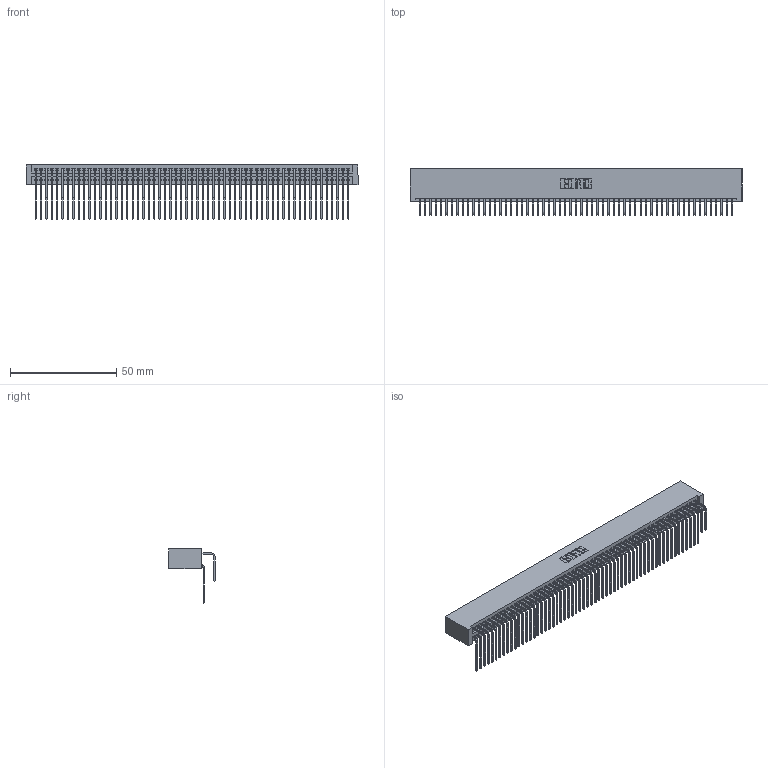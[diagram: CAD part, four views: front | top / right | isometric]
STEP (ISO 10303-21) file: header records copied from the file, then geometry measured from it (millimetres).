
FILE_DESCRIPTION (( 'STEP AP203' ), '1' );
FILE_NAME ('395-118-558-201.STEP', '2018-12-02T10:36:39', ( '' ), ( '' ), 'SwSTEP 2.0', 'SolidWorks 2016', '' );
FILE_SCHEMA (( 'CONFIG_CONTROL_DESIGN' ));
Length unit declared in the file: inch
Products named in the file (4): 345 Part_No Mounting Lugs; 345-292-001_558 Tail - 2; 345-292-001_558 559 Tail - 1; 395-118-558-201
Assembly tree (119 placements, depth 2):
  395-118-558-201
    345 Part_No Mounting Lugs
    345-292-001_558 559 Tail - 1  x59
    345-292-001_558 Tail - 2  x59
Bounding box: 156.46 x 21.83 x 25.53 mm (x, y, z)
Volume: 16653.5 mm3; surface area: 28450.1 mm2
Topology: 119 solids, 119 shells, 6254 faces, 18607 edges, 12246 vertices
Faces by surface type: plane 4206, cylinder 2048
Entity records: 45379 total; most frequent: CARTESIAN_POINT 7635, ORIENTED_EDGE 7518, DIRECTION 6679, EDGE_CURVE 3759, LINE 3359, VECTOR 3359, VERTEX_POINT 2502, AXIS2_PLACEMENT_3D 1660
